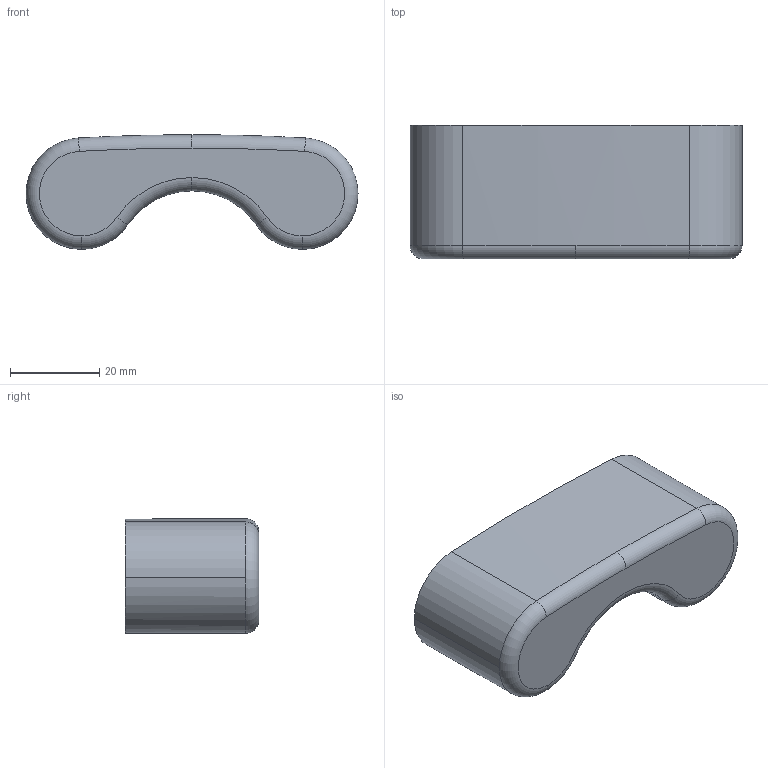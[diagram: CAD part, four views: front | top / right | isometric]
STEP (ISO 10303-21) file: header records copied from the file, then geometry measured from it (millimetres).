
FILE_DESCRIPTION(('STEP AP214'),'1');
FILE_NAME('top_lid.stp','2022-03-02T17:50:05',(' '),(' '),'Spatial InterOp 3D',' ',' ');
FILE_SCHEMA(('AUTOMOTIVE_DESIGN { 1 0 10303 214 1 1 1 1 }'));
Length unit declared in the file: metre
Products named in the file (1): Sólido11
Bounding box: 74.51 x 30 x 25.71 mm (x, y, z)
Volume: 38630.8 mm3; surface area: 9708.1 mm2
Topology: 1 solids, 1 shells, 26 faces, 64 edges, 42 vertices
Faces by surface type: cylinder 14, torus 8, plane 4
Entity records: 1027 total; most frequent: CARTESIAN_POINT 349, DIRECTION 152, ORIENTED_EDGE 128, AXIS2_PLACEMENT_3D 69, EDGE_CURVE 64, VERTEX_POINT 42, CIRCLE 42, EDGE_LOOP 32
